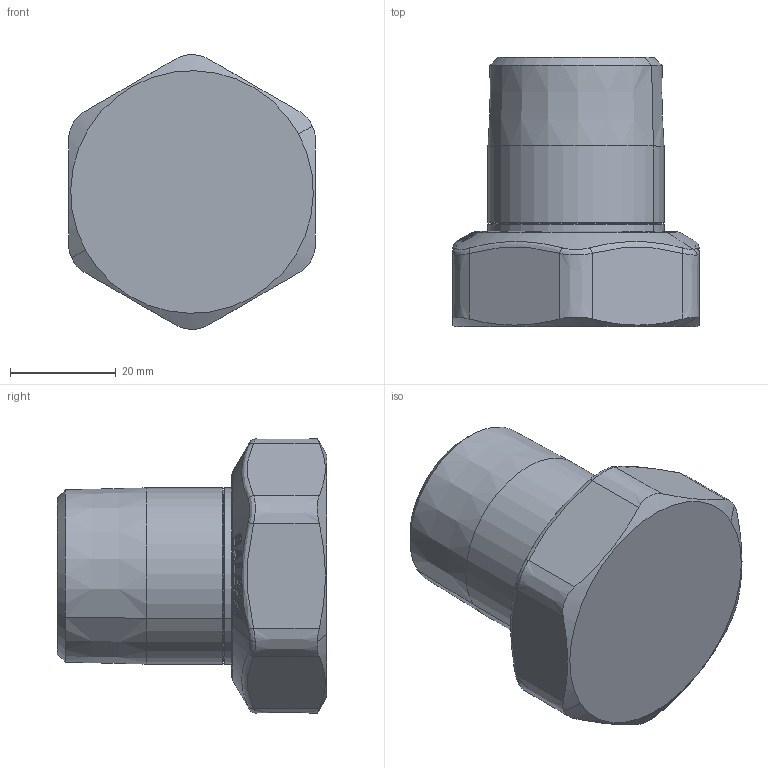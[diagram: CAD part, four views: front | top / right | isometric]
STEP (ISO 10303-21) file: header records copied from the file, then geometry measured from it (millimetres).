
FILE_DESCRIPTION(('CATIA V5 STEP Exchange','CAx-IF Rec.Pracs.--- Model Styling and Organization---1.5--- 2016-08-15','CAx-IF Rec.Pracs.---Supplemental Geometry---1.0---2011-11-01','CAx-IF Rec.Pracs.--- Composite Materials ---3.4---2017-06-13','CAx-IF Rec.Pracs.---Tessellated 3D Geometry---1.0---2015-12-17'),'2;1');
FILE_NAME('STEP_R59789_-_TST.stp','2025-06-03T11:49:11+00:00',('none'),('none'),'CATIA Version 5-6 Release 2020 SP5','CATIA V5 STEP AP242 v2','none');
FILE_SCHEMA(('AP242_MANAGED_MODEL_BASED_3D_ENGINEERING_MIM_LF {1 0 10303 442 1 1 4}'));
Length unit declared in the file: millimetre
Products named in the file (1): R59789 - TST
Bounding box: 46.79 x 51 x 52.06 mm (x, y, z)
Volume: 60855.8 mm3; surface area: 9729 mm2
Topology: 1 solids, 1 shells, 429 faces, 981 edges, 517 vertices
Faces by surface type: bspline 328, sphere 51, cone 31, plane 9, cylinder 8, torus 2
Entity records: 25607 total; most frequent: CARTESIAN_POINT 18701, ORIENTED_EDGE 1870, EDGE_CURVE 935, B_SPLINE_CURVE_WITH_KNOTS 806, VERTEX_POINT 517, EDGE_LOOP 438, ADVANCED_FACE 429, FACE_OUTER_BOUND 429
